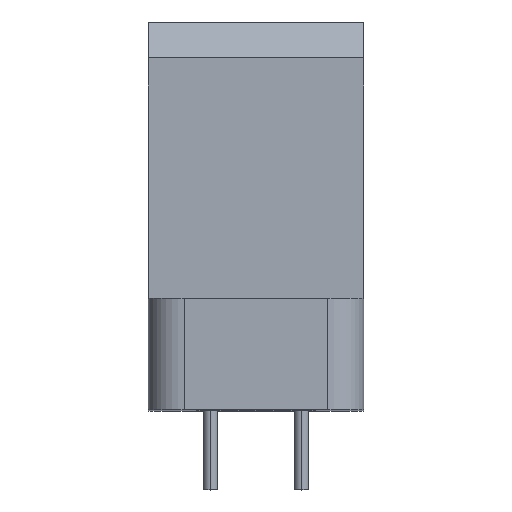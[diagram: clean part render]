
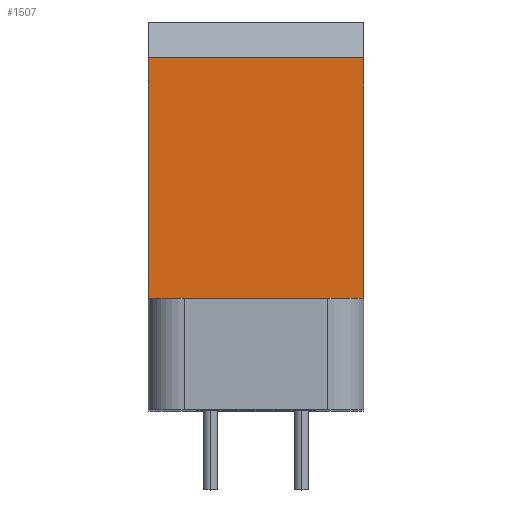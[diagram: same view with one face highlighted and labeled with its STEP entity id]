
A CAD part, top view. The second image highlights one B-rep face of the part: STEP entity #1507.
In plain terms, the highlighted planar face has unit normal (0, 0, 1).
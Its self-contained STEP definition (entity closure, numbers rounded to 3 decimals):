
#27 = CARTESIAN_POINT ( 'NONE',  ( 3., 9.25, 5.95 ) ) ;
#38 = DIRECTION ( 'NONE',  ( 0., 0., -1. ) ) ;
#58 = EDGE_CURVE ( 'NONE', #283, #420, #1522, .T. ) ;
#83 = VERTEX_POINT ( 'NONE', #375 ) ;
#199 = ORIENTED_EDGE ( 'NONE', *, *, #893, .T. ) ;
#250 = CARTESIAN_POINT ( 'NONE',  ( -3., 1.55, 5.95 ) ) ;
#277 = CARTESIAN_POINT ( 'NONE',  ( -3., 8.25, 5.95 ) ) ;
#283 = VERTEX_POINT ( 'NONE', #250 ) ;
#365 = ORIENTED_EDGE ( 'NONE', *, *, #58, .T. ) ;
#375 = CARTESIAN_POINT ( 'NONE',  ( 3., 8.25, 5.95 ) ) ;
#398 = DIRECTION ( 'NONE',  ( -1., 0., 0. ) ) ;
#420 = VERTEX_POINT ( 'NONE', #1098 ) ;
#471 = VECTOR ( 'NONE', #1270, 1000. ) ;
#476 = VECTOR ( 'NONE', #1461, 1000. ) ;
#516 = VERTEX_POINT ( 'NONE', #277 ) ;
#531 = AXIS2_PLACEMENT_3D ( 'NONE', #27, #38, #1124 ) ;
#606 = LINE ( 'NONE', #1232, #666 ) ;
#620 = CARTESIAN_POINT ( 'NONE',  ( 3., 1.55, 5.95 ) ) ;
#666 = VECTOR ( 'NONE', #867, 1000. ) ;
#845 = EDGE_CURVE ( 'NONE', #516, #283, #606, .T. ) ;
#867 = DIRECTION ( 'NONE',  ( 0., -1., 0. ) ) ;
#893 = EDGE_CURVE ( 'NONE', #83, #516, #1459, .T. ) ;
#927 = CARTESIAN_POINT ( 'NONE',  ( 3., 9.25, 5.95 ) ) ;
#980 = FACE_OUTER_BOUND ( 'NONE', #996, .T. ) ;
#982 = LINE ( 'NONE', #927, #471 ) ;
#996 = EDGE_LOOP ( 'NONE', ( #1364, #199, #1545, #365 ) ) ;
#1012 = CARTESIAN_POINT ( 'NONE',  ( -3., 8.25, 5.95 ) ) ;
#1046 = VECTOR ( 'NONE', #398, 1000. ) ;
#1098 = CARTESIAN_POINT ( 'NONE',  ( 3., 1.55, 5.95 ) ) ;
#1124 = DIRECTION ( 'NONE',  ( 0., 1., 0. ) ) ;
#1218 = EDGE_CURVE ( 'NONE', #83, #420, #982, .T. ) ;
#1224 = PLANE ( 'NONE',  #531 ) ;
#1232 = CARTESIAN_POINT ( 'NONE',  ( -3., 9.25, 5.95 ) ) ;
#1270 = DIRECTION ( 'NONE',  ( 0., -1., 0. ) ) ;
#1364 = ORIENTED_EDGE ( 'NONE', *, *, #1218, .F. ) ;
#1459 = LINE ( 'NONE', #1012, #1046 ) ;
#1461 = DIRECTION ( 'NONE',  ( 1., 0., 0. ) ) ;
#1507 = ADVANCED_FACE ( 'NONE', ( #980 ), #1224, .F. ) ;
#1522 = LINE ( 'NONE', #620, #476 ) ;
#1545 = ORIENTED_EDGE ( 'NONE', *, *, #845, .T. ) ;
